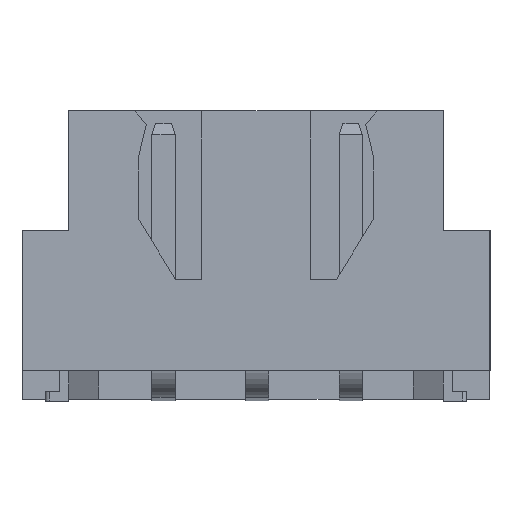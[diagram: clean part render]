
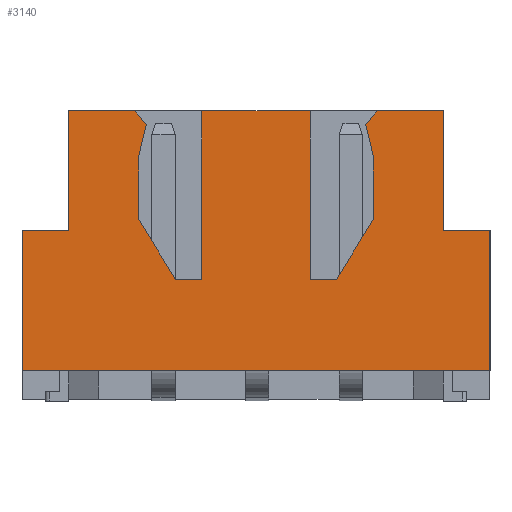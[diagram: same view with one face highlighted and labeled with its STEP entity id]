
A CAD part, front view. The second image highlights one B-rep face of the part: STEP entity #3140.
In plain terms, the highlighted planar face has unit normal (0, -1, 0).
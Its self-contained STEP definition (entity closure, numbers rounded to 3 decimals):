
#100=FACE_OUTER_BOUND('',#268,.T.);
#268=EDGE_LOOP('',(#2263,#2264,#2265,#2266,#2267,#2268,#2269,#2270,#2271,
#2272,#2273,#2274,#2275,#2276,#2277,#2278,#2279,#2280,#2281,#2282,#2283,
#2284));
#407=LINE('',#4305,#843);
#411=LINE('',#4313,#847);
#414=LINE('',#4320,#850);
#418=LINE('',#4328,#854);
#421=LINE('',#4334,#857);
#424=LINE('',#4339,#860);
#426=LINE('',#4344,#862);
#430=LINE('',#4352,#866);
#433=LINE('',#4358,#869);
#436=LINE('',#4364,#872);
#439=LINE('',#4370,#875);
#442=LINE('',#4376,#878);
#455=LINE('',#4400,#891);
#456=LINE('',#4403,#892);
#483=LINE('',#4456,#919);
#492=LINE('',#4474,#928);
#515=LINE('',#4520,#951);
#535=LINE('',#4558,#971);
#555=LINE('',#4597,#991);
#557=LINE('',#4600,#993);
#558=LINE('',#4602,#994);
#559=LINE('',#4603,#995);
#843=VECTOR('',#3488,10.);
#847=VECTOR('',#3494,10.);
#850=VECTOR('',#3499,10.);
#854=VECTOR('',#3505,10.);
#857=VECTOR('',#3510,10.);
#860=VECTOR('',#3515,10.);
#862=VECTOR('',#3519,10.);
#866=VECTOR('',#3525,10.);
#869=VECTOR('',#3530,10.);
#872=VECTOR('',#3535,10.);
#875=VECTOR('',#3540,10.);
#878=VECTOR('',#3545,10.);
#891=VECTOR('',#3562,10.);
#892=VECTOR('',#3565,10.);
#919=VECTOR('',#3610,10.);
#928=VECTOR('',#3623,10.);
#951=VECTOR('',#3652,10.);
#971=VECTOR('',#3676,10.);
#991=VECTOR('',#3704,10.);
#993=VECTOR('',#3708,10.);
#994=VECTOR('',#3709,10.);
#995=VECTOR('',#3710,10.);
#1279=VERTEX_POINT('',#4303);
#1280=VERTEX_POINT('',#4304);
#1283=VERTEX_POINT('',#4312);
#1285=VERTEX_POINT('',#4318);
#1286=VERTEX_POINT('',#4319);
#1289=VERTEX_POINT('',#4327);
#1291=VERTEX_POINT('',#4333);
#1293=VERTEX_POINT('',#4342);
#1294=VERTEX_POINT('',#4343);
#1297=VERTEX_POINT('',#4351);
#1299=VERTEX_POINT('',#4357);
#1301=VERTEX_POINT('',#4363);
#1303=VERTEX_POINT('',#4369);
#1305=VERTEX_POINT('',#4375);
#1315=VERTEX_POINT('',#4402);
#1332=VERTEX_POINT('',#4454);
#1339=VERTEX_POINT('',#4473);
#1358=VERTEX_POINT('',#4517);
#1359=VERTEX_POINT('',#4519);
#1375=VERTEX_POINT('',#4556);
#1390=VERTEX_POINT('',#4596);
#1391=VERTEX_POINT('',#4601);
#1579=EDGE_CURVE('',#1279,#1280,#407,.T.);
#1583=EDGE_CURVE('',#1283,#1279,#411,.T.);
#1586=EDGE_CURVE('',#1285,#1286,#414,.T.);
#1590=EDGE_CURVE('',#1289,#1285,#418,.T.);
#1593=EDGE_CURVE('',#1291,#1289,#421,.T.);
#1596=EDGE_CURVE('',#1280,#1291,#424,.T.);
#1598=EDGE_CURVE('',#1293,#1294,#426,.T.);
#1602=EDGE_CURVE('',#1297,#1293,#430,.T.);
#1605=EDGE_CURVE('',#1299,#1297,#433,.T.);
#1608=EDGE_CURVE('',#1301,#1299,#436,.T.);
#1611=EDGE_CURVE('',#1303,#1301,#439,.T.);
#1614=EDGE_CURVE('',#1294,#1305,#442,.T.);
#1627=EDGE_CURVE('',#1283,#1305,#455,.T.);
#1628=EDGE_CURVE('',#1303,#1315,#456,.T.);
#1655=EDGE_CURVE('',#1332,#1286,#483,.T.);
#1664=EDGE_CURVE('',#1339,#1315,#492,.T.);
#1687=EDGE_CURVE('',#1359,#1358,#515,.T.);
#1707=EDGE_CURVE('',#1375,#1332,#535,.T.);
#1727=EDGE_CURVE('',#1359,#1390,#555,.T.);
#1729=EDGE_CURVE('',#1390,#1375,#557,.T.);
#1730=EDGE_CURVE('',#1358,#1391,#558,.T.);
#1731=EDGE_CURVE('',#1339,#1391,#559,.T.);
#2263=ORIENTED_EDGE('',*,*,#1586,.T.);
#2264=ORIENTED_EDGE('',*,*,#1655,.F.);
#2265=ORIENTED_EDGE('',*,*,#1707,.F.);
#2266=ORIENTED_EDGE('',*,*,#1729,.F.);
#2267=ORIENTED_EDGE('',*,*,#1727,.F.);
#2268=ORIENTED_EDGE('',*,*,#1687,.T.);
#2269=ORIENTED_EDGE('',*,*,#1730,.T.);
#2270=ORIENTED_EDGE('',*,*,#1731,.F.);
#2271=ORIENTED_EDGE('',*,*,#1664,.T.);
#2272=ORIENTED_EDGE('',*,*,#1628,.F.);
#2273=ORIENTED_EDGE('',*,*,#1611,.T.);
#2274=ORIENTED_EDGE('',*,*,#1608,.T.);
#2275=ORIENTED_EDGE('',*,*,#1605,.T.);
#2276=ORIENTED_EDGE('',*,*,#1602,.T.);
#2277=ORIENTED_EDGE('',*,*,#1598,.T.);
#2278=ORIENTED_EDGE('',*,*,#1614,.T.);
#2279=ORIENTED_EDGE('',*,*,#1627,.F.);
#2280=ORIENTED_EDGE('',*,*,#1583,.T.);
#2281=ORIENTED_EDGE('',*,*,#1579,.T.);
#2282=ORIENTED_EDGE('',*,*,#1596,.T.);
#2283=ORIENTED_EDGE('',*,*,#1593,.T.);
#2284=ORIENTED_EDGE('',*,*,#1590,.T.);
#2982=PLANE('',#3328);
#3140=ADVANCED_FACE('',(#100),#2982,.T.);
#3328=AXIS2_PLACEMENT_3D('',#4599,#3706,#3707);
#3488=DIRECTION('',(-1.,0.,0.));
#3494=DIRECTION('',(0.,0.,-1.));
#3499=DIRECTION('',(-0.642,0.,0.767));
#3505=DIRECTION('',(0.232,0.,0.973));
#3510=DIRECTION('',(0.,0.,1.));
#3515=DIRECTION('',(-0.522,0.,0.853));
#3519=DIRECTION('',(-1.,0.,0.));
#3525=DIRECTION('',(-0.522,0.,-0.853));
#3530=DIRECTION('',(0.,0.,-1.));
#3535=DIRECTION('',(0.232,0.,-0.973));
#3540=DIRECTION('',(-0.642,0.,-0.767));
#3545=DIRECTION('',(0.,0.,1.));
#3562=DIRECTION('',(1.,0.,0.));
#3565=DIRECTION('',(1.,0.,0.));
#3610=DIRECTION('',(1.,0.,0.));
#3623=DIRECTION('',(0.,0.,1.));
#3652=DIRECTION('',(1.,0.,0.));
#3676=DIRECTION('',(0.,0.,1.));
#3704=DIRECTION('',(0.,0.,1.));
#3706=DIRECTION('center_axis',(0.,-1.,0.));
#3707=DIRECTION('ref_axis',(1.,0.,0.));
#3708=DIRECTION('',(1.,0.,0.));
#3709=DIRECTION('',(0.,0.,1.));
#3710=DIRECTION('',(1.,0.,0.));
#4303=CARTESIAN_POINT('',(-1.45,-2.85,3.2));
#4304=CARTESIAN_POINT('',(-2.15,-2.85,3.2));
#4305=CARTESIAN_POINT('',(-3.225,-2.85,3.2));
#4312=CARTESIAN_POINT('',(-1.45,-2.85,7.7));
#4313=CARTESIAN_POINT('',(-1.45,-2.85,3.85));
#4318=CARTESIAN_POINT('',(-2.929,-2.85,7.341));
#4319=CARTESIAN_POINT('',(-3.23,-2.85,7.7));
#4320=CARTESIAN_POINT('',(-1.549,-2.85,5.691));
#4327=CARTESIAN_POINT('',(-3.13,-2.85,6.5));
#4328=CARTESIAN_POINT('',(-3.914,-2.85,3.214));
#4333=CARTESIAN_POINT('',(-3.13,-2.85,4.8));
#4334=CARTESIAN_POINT('',(-3.13,-2.85,2.4));
#4339=CARTESIAN_POINT('',(-1.826,-2.85,2.671));
#4342=CARTESIAN_POINT('',(2.15,-2.85,3.2));
#4343=CARTESIAN_POINT('',(1.45,-2.85,3.2));
#4344=CARTESIAN_POINT('',(-1.425,-2.85,3.2));
#4351=CARTESIAN_POINT('',(3.13,-2.85,4.8));
#4352=CARTESIAN_POINT('',(0.952,-2.85,1.244));
#4357=CARTESIAN_POINT('',(3.13,-2.85,6.5));
#4358=CARTESIAN_POINT('',(3.13,-2.85,3.25));
#4363=CARTESIAN_POINT('',(2.929,-2.85,7.341));
#4364=CARTESIAN_POINT('',(3.544,-2.85,4.763));
#4369=CARTESIAN_POINT('',(3.23,-2.85,7.7));
#4370=CARTESIAN_POINT('',(-0.359,-2.85,3.41));
#4375=CARTESIAN_POINT('',(1.45,-2.85,7.7));
#4376=CARTESIAN_POINT('',(1.45,-2.85,1.6));
#4400=CARTESIAN_POINT('',(-5.,-2.85,7.7));
#4402=CARTESIAN_POINT('',(5.,-2.85,7.7));
#4403=CARTESIAN_POINT('',(-5.,-2.85,7.7));
#4454=CARTESIAN_POINT('',(-5.,-2.85,7.7));
#4456=CARTESIAN_POINT('',(-5.,-2.85,7.7));
#4473=CARTESIAN_POINT('',(5.,-2.85,4.5));
#4474=CARTESIAN_POINT('',(5.,-2.85,0.));
#4517=CARTESIAN_POINT('',(6.25,-2.85,0.76));
#4519=CARTESIAN_POINT('',(-6.25,-2.85,0.76));
#4520=CARTESIAN_POINT('',(-5.625,-2.85,0.76));
#4556=CARTESIAN_POINT('',(-5.,-2.85,4.5));
#4558=CARTESIAN_POINT('',(-5.,-2.85,0.));
#4596=CARTESIAN_POINT('',(-6.25,-2.85,4.5));
#4597=CARTESIAN_POINT('',(-6.25,-2.85,0.));
#4599=CARTESIAN_POINT('Origin',(-5.,-2.85,0.));
#4600=CARTESIAN_POINT('',(-5.,-2.85,4.5));
#4601=CARTESIAN_POINT('',(6.25,-2.85,4.5));
#4602=CARTESIAN_POINT('',(6.25,-2.85,0.));
#4603=CARTESIAN_POINT('',(5.,-2.85,4.5));
